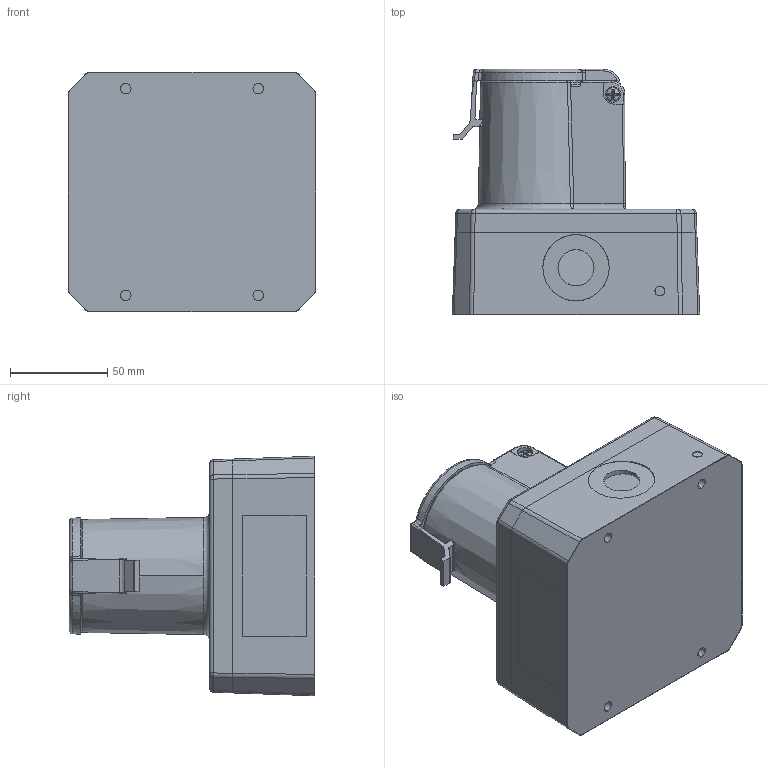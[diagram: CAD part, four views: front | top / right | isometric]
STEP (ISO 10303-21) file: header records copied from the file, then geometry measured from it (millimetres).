
FILE_DESCRIPTION (( 'STEP AP214' ), '1' );
FILE_NAME ('PM PT 3d.STEP', '2016-10-25T10:34:44', ( 'User' ), ( '' ), 'SwSTEP 2.0', 'SolidWorks 2016', '' );
FILE_SCHEMA (( 'AUTOMOTIVE_DESIGN' ));
Length unit declared in the file: millimetre
Products named in the file (1): PM PT 3d
Bounding box: 126.92 x 126 x 122.92 mm (x, y, z)
Volume: 1002700.6 mm3; surface area: 133473.8 mm2
Topology: 9 solids, 18 shells, 921 faces, 2211 edges, 1292 vertices
Faces by surface type: cylinder 316, plane 281, bspline 134, cone 96, torus 50, sphere 44
Entity records: 44636 total; most frequent: CARTESIAN_POINT 15028, ORIENTED_EDGE 4254, DIRECTION 3763, EDGE_CURVE 2127, AXIS2_PLACEMENT_3D 1472, VERTEX_POINT 1292, EDGE_LOOP 993, UNCERTAINTY_MEASURE_WITH_UNIT 932
